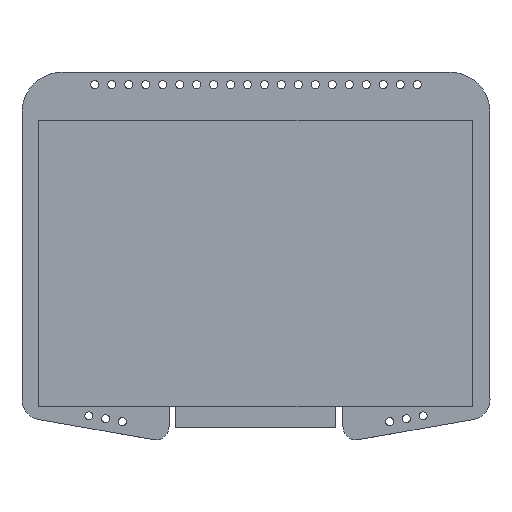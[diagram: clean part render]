
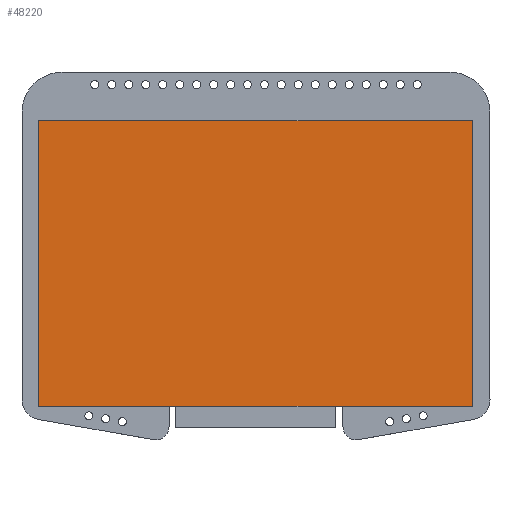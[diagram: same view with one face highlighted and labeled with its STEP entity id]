
A CAD part, top view. The second image highlights one B-rep face of the part: STEP entity #48220.
In plain terms, the highlighted planar face has unit normal (0, 0, 1).
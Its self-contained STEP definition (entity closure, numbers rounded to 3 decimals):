
#47906 = VERTEX_POINT('',#47907);
#47907 = CARTESIAN_POINT('',(-16.21,10.68,1.27));
#47914 = PLANE('',#47915);
#47915 = AXIS2_PLACEMENT_3D('',#47916,#47917,#47918);
#47916 = CARTESIAN_POINT('',(-16.21,10.68,0.));
#47917 = DIRECTION('',(0.,1.,0.));
#47918 = DIRECTION('',(1.,0.,0.));
#47926 = PLANE('',#47927);
#47927 = AXIS2_PLACEMENT_3D('',#47928,#47929,#47930);
#47928 = CARTESIAN_POINT('',(-16.21,-10.68,0.));
#47929 = DIRECTION('',(-1.,0.,0.));
#47930 = DIRECTION('',(0.,1.,0.));
#47938 = EDGE_CURVE('',#47906,#47939,#47941,.T.);
#47939 = VERTEX_POINT('',#47940);
#47940 = CARTESIAN_POINT('',(16.21,10.68,1.27));
#47941 = SURFACE_CURVE('',#47942,(#47946,#47953),.PCURVE_S1.);
#47942 = LINE('',#47943,#47944);
#47943 = CARTESIAN_POINT('',(-16.21,10.68,1.27));
#47944 = VECTOR('',#47945,1.);
#47945 = DIRECTION('',(1.,0.,0.));
#47946 = PCURVE('',#47914,#47947);
#47947 = DEFINITIONAL_REPRESENTATION('',(#47948),#47952);
#47948 = LINE('',#47949,#47950);
#47949 = CARTESIAN_POINT('',(0.,-1.27));
#47950 = VECTOR('',#47951,1.);
#47951 = DIRECTION('',(1.,0.));
#47952 = ( GEOMETRIC_REPRESENTATION_CONTEXT(2) 
PARAMETRIC_REPRESENTATION_CONTEXT() REPRESENTATION_CONTEXT('2D SPACE',''
  ) );
#47953 = PCURVE('',#47954,#47959);
#47954 = PLANE('',#47955);
#47955 = AXIS2_PLACEMENT_3D('',#47956,#47957,#47958);
#47956 = CARTESIAN_POINT('',(-16.21,10.68,1.27));
#47957 = DIRECTION('',(0.,0.,1.));
#47958 = DIRECTION('',(1.,0.,0.));
#47959 = DEFINITIONAL_REPRESENTATION('',(#47960),#47964);
#47960 = LINE('',#47961,#47962);
#47961 = CARTESIAN_POINT('',(0.,0.));
#47962 = VECTOR('',#47963,1.);
#47963 = DIRECTION('',(1.,0.));
#47964 = ( GEOMETRIC_REPRESENTATION_CONTEXT(2) 
PARAMETRIC_REPRESENTATION_CONTEXT() REPRESENTATION_CONTEXT('2D SPACE',''
  ) );
#47982 = PLANE('',#47983);
#47983 = AXIS2_PLACEMENT_3D('',#47984,#47985,#47986);
#47984 = CARTESIAN_POINT('',(16.21,10.68,0.));
#47985 = DIRECTION('',(1.,0.,0.));
#47986 = DIRECTION('',(0.,-1.,0.));
#48024 = EDGE_CURVE('',#47939,#48025,#48027,.T.);
#48025 = VERTEX_POINT('',#48026);
#48026 = CARTESIAN_POINT('',(16.21,-10.68,1.27));
#48027 = SURFACE_CURVE('',#48028,(#48032,#48039),.PCURVE_S1.);
#48028 = LINE('',#48029,#48030);
#48029 = CARTESIAN_POINT('',(16.21,10.68,1.27));
#48030 = VECTOR('',#48031,1.);
#48031 = DIRECTION('',(0.,-1.,0.));
#48032 = PCURVE('',#47982,#48033);
#48033 = DEFINITIONAL_REPRESENTATION('',(#48034),#48038);
#48034 = LINE('',#48035,#48036);
#48035 = CARTESIAN_POINT('',(0.,-1.27));
#48036 = VECTOR('',#48037,1.);
#48037 = DIRECTION('',(1.,0.));
#48038 = ( GEOMETRIC_REPRESENTATION_CONTEXT(2) 
PARAMETRIC_REPRESENTATION_CONTEXT() REPRESENTATION_CONTEXT('2D SPACE',''
  ) );
#48039 = PCURVE('',#47954,#48040);
#48040 = DEFINITIONAL_REPRESENTATION('',(#48041),#48045);
#48041 = LINE('',#48042,#48043);
#48042 = CARTESIAN_POINT('',(32.42,0.));
#48043 = VECTOR('',#48044,1.);
#48044 = DIRECTION('',(0.,-1.));
#48045 = ( GEOMETRIC_REPRESENTATION_CONTEXT(2) 
PARAMETRIC_REPRESENTATION_CONTEXT() REPRESENTATION_CONTEXT('2D SPACE',''
  ) );
#48063 = PLANE('',#48064);
#48064 = AXIS2_PLACEMENT_3D('',#48065,#48066,#48067);
#48065 = CARTESIAN_POINT('',(16.21,-10.68,0.));
#48066 = DIRECTION('',(0.,-1.,0.));
#48067 = DIRECTION('',(-1.,0.,0.));
#48100 = EDGE_CURVE('',#48025,#48101,#48103,.T.);
#48101 = VERTEX_POINT('',#48102);
#48102 = CARTESIAN_POINT('',(-16.21,-10.68,1.27));
#48103 = SURFACE_CURVE('',#48104,(#48108,#48115),.PCURVE_S1.);
#48104 = LINE('',#48105,#48106);
#48105 = CARTESIAN_POINT('',(16.21,-10.68,1.27));
#48106 = VECTOR('',#48107,1.);
#48107 = DIRECTION('',(-1.,0.,0.));
#48108 = PCURVE('',#48063,#48109);
#48109 = DEFINITIONAL_REPRESENTATION('',(#48110),#48114);
#48110 = LINE('',#48111,#48112);
#48111 = CARTESIAN_POINT('',(0.,-1.27));
#48112 = VECTOR('',#48113,1.);
#48113 = DIRECTION('',(1.,0.));
#48114 = ( GEOMETRIC_REPRESENTATION_CONTEXT(2) 
PARAMETRIC_REPRESENTATION_CONTEXT() REPRESENTATION_CONTEXT('2D SPACE',''
  ) );
#48115 = PCURVE('',#47954,#48116);
#48116 = DEFINITIONAL_REPRESENTATION('',(#48117),#48121);
#48117 = LINE('',#48118,#48119);
#48118 = CARTESIAN_POINT('',(32.42,-21.36));
#48119 = VECTOR('',#48120,1.);
#48120 = DIRECTION('',(-1.,0.));
#48121 = ( GEOMETRIC_REPRESENTATION_CONTEXT(2) 
PARAMETRIC_REPRESENTATION_CONTEXT() REPRESENTATION_CONTEXT('2D SPACE',''
  ) );
#48171 = EDGE_CURVE('',#48101,#47906,#48172,.T.);
#48172 = SURFACE_CURVE('',#48173,(#48177,#48184),.PCURVE_S1.);
#48173 = LINE('',#48174,#48175);
#48174 = CARTESIAN_POINT('',(-16.21,-10.68,1.27));
#48175 = VECTOR('',#48176,1.);
#48176 = DIRECTION('',(0.,1.,0.));
#48177 = PCURVE('',#47926,#48178);
#48178 = DEFINITIONAL_REPRESENTATION('',(#48179),#48183);
#48179 = LINE('',#48180,#48181);
#48180 = CARTESIAN_POINT('',(0.,-1.27));
#48181 = VECTOR('',#48182,1.);
#48182 = DIRECTION('',(1.,0.));
#48183 = ( GEOMETRIC_REPRESENTATION_CONTEXT(2) 
PARAMETRIC_REPRESENTATION_CONTEXT() REPRESENTATION_CONTEXT('2D SPACE',''
  ) );
#48184 = PCURVE('',#47954,#48185);
#48185 = DEFINITIONAL_REPRESENTATION('',(#48186),#48190);
#48186 = LINE('',#48187,#48188);
#48187 = CARTESIAN_POINT('',(0.,-21.36));
#48188 = VECTOR('',#48189,1.);
#48189 = DIRECTION('',(0.,1.));
#48190 = ( GEOMETRIC_REPRESENTATION_CONTEXT(2) 
PARAMETRIC_REPRESENTATION_CONTEXT() REPRESENTATION_CONTEXT('2D SPACE',''
  ) );
#48220 = ADVANCED_FACE('',(#48221),#47954,.T.);
#48221 = FACE_BOUND('',#48222,.F.);
#48222 = EDGE_LOOP('',(#48223,#48224,#48225,#48226));
#48223 = ORIENTED_EDGE('',*,*,#47938,.T.);
#48224 = ORIENTED_EDGE('',*,*,#48024,.T.);
#48225 = ORIENTED_EDGE('',*,*,#48100,.T.);
#48226 = ORIENTED_EDGE('',*,*,#48171,.T.);
